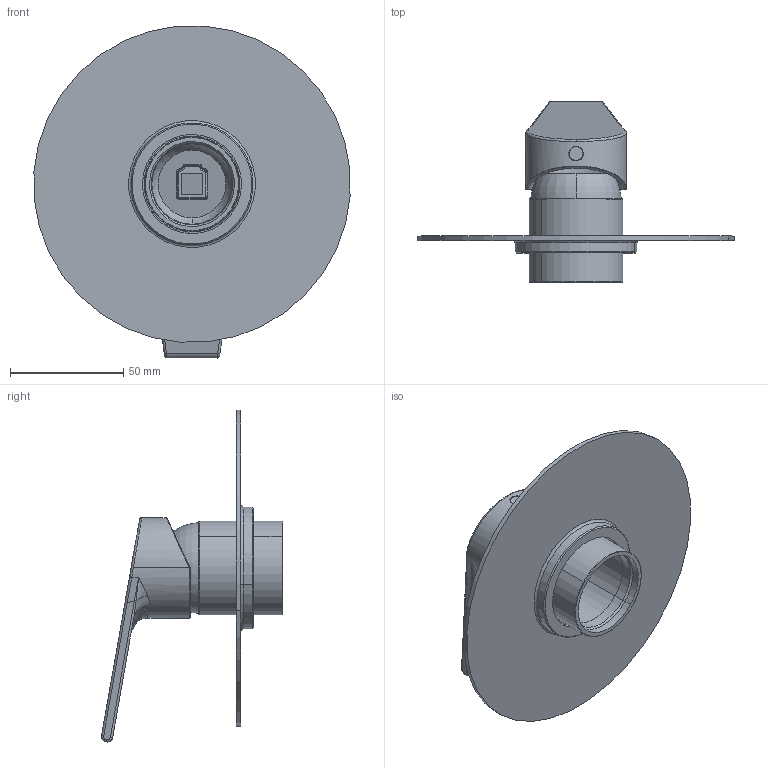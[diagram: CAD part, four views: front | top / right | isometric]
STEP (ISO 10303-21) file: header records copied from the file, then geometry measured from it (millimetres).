
FILE_DESCRIPTION (( 'STEP AP214' ), '1' );
FILE_NAME ('44115440.STEP', '2020-08-21T11:11:58', ( '' ), ( '' ), 'SwSTEP 2.0', 'SolidWorks 2016', '' );
FILE_SCHEMA (( 'AUTOMOTIVE_DESIGN' ));
Length unit declared in the file: millimetre
Products named in the file (6): 1403 MANETA LAVABO-BIDÉ MNDO. MINI PRIME SIN REBAJE_-03; CAMISA ESTANDAR 35 DESVIADOR CERAMICO 2 VIAS_-01; 44115440; 3143 PLAFON REDONDO MONOMANDO 1VIA_-01; 1186 INDICE. SILICONA PARA ORIFICIO MANETAS_-01; EMBELLECEDOR HILBAR ABS ROSCADO_-01
Assembly tree (5 placements, depth 2):
  44115440
    CAMISA ESTANDAR 35 DESVIADOR CERAMICO 2 VIAS_-01
    3143 PLAFON REDONDO MONOMANDO 1VIA_-01
    EMBELLECEDOR HILBAR ABS ROSCADO_-01
    1403 MANETA LAVABO-BIDÉ MNDO. MINI PRIME SIN REBAJE_-03
    1186 INDICE. SILICONA PARA ORIFICIO MANETAS_-01
Bounding box: 139.59 x 80 x 146.63 mm (x, y, z)
Volume: 62306.6 mm3; surface area: 58618 mm2
Topology: 5 solids, 5 shells, 166 faces, 371 edges, 214 vertices
Faces by surface type: cylinder 63, plane 37, bspline 34, torus 17, cone 11, sphere 4
Entity records: 6089 total; most frequent: CARTESIAN_POINT 2352, ORIENTED_EDGE 726, DIRECTION 714, EDGE_CURVE 363, AXIS2_PLACEMENT_3D 298, VERTEX_POINT 214, EDGE_LOOP 183, FACE_OUTER_BOUND 166
